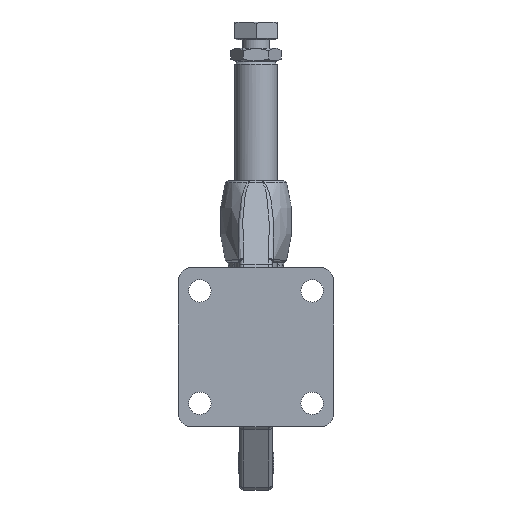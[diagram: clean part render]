
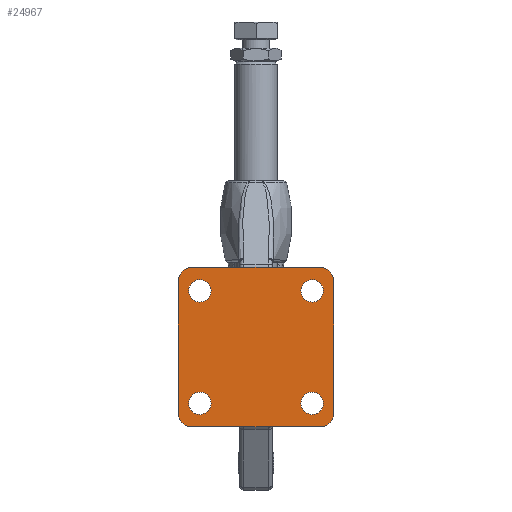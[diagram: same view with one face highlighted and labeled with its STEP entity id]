
A CAD part, front view. The second image highlights one B-rep face of the part: STEP entity #24967.
In plain terms, the highlighted planar face has unit normal (0, -1, 0).
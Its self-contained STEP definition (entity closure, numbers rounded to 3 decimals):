
#2223 = CARTESIAN_POINT ( 'NONE',  ( -20.7, -31.8, -81.9 ) ) ;
#2224 = DIRECTION ( 'NONE',  ( 0., -1., 0. ) ) ;
#2225 = DIRECTION ( 'NONE',  ( 0., 0., -1. ) ) ;
#2233 = CARTESIAN_POINT ( 'NONE',  ( 20.7, -31.8, -81.9 ) ) ;
#2234 = DIRECTION ( 'NONE',  ( 0., -1., 0. ) ) ;
#2235 = DIRECTION ( 'NONE',  ( 0., 0., -1. ) ) ;
#2243 = CARTESIAN_POINT ( 'NONE',  ( 20.7, -31.8, -40.5 ) ) ;
#2244 = DIRECTION ( 'NONE',  ( 0., -1., 0. ) ) ;
#2245 = DIRECTION ( 'NONE',  ( 0., 0., -1. ) ) ;
#2253 = CARTESIAN_POINT ( 'NONE',  ( -20.7, -31.8, -40.5 ) ) ;
#2254 = DIRECTION ( 'NONE',  ( 0., -1., 0. ) ) ;
#2255 = DIRECTION ( 'NONE',  ( 0., 0., -1. ) ) ;
#3056 = CARTESIAN_POINT ( 'NONE',  ( 28.6, -31.8, -115. ) ) ;
#3057 = DIRECTION ( 'NONE',  ( 0., 0., 1. ) ) ;
#3058 = CARTESIAN_POINT ( 'NONE',  ( -20.7, -31.8, -81.9 ) ) ;
#3059 = DIRECTION ( 'NONE',  ( 0., -1., 0. ) ) ;
#3060 = DIRECTION ( 'NONE',  ( 0., 0., -1. ) ) ;
#3061 = CARTESIAN_POINT ( 'NONE',  ( 20.7, -31.8, -81.9 ) ) ;
#3062 = DIRECTION ( 'NONE',  ( 0., -1., 0. ) ) ;
#3063 = DIRECTION ( 'NONE',  ( 0., 0., -1. ) ) ;
#3064 = CARTESIAN_POINT ( 'NONE',  ( -28.6, -31.8, -115. ) ) ;
#3065 = DIRECTION ( 'NONE',  ( 0., 0., 1. ) ) ;
#3066 = CARTESIAN_POINT ( 'NONE',  ( 20.7, -31.8, -40.5 ) ) ;
#3067 = DIRECTION ( 'NONE',  ( 0., -1., 0. ) ) ;
#3068 = DIRECTION ( 'NONE',  ( 0., 0., -1. ) ) ;
#3069 = DIRECTION ( 'NONE',  ( 1., 0., 0. ) ) ;
#3070 = CARTESIAN_POINT ( 'NONE',  ( -20.7, -31.8, -40.5 ) ) ;
#3071 = DIRECTION ( 'NONE',  ( 0., -1., 0. ) ) ;
#3072 = DIRECTION ( 'NONE',  ( 0., 0., -1. ) ) ;
#3073 = CARTESIAN_POINT ( 'NONE',  ( -28.6, -31.8, -90.6 ) ) ;
#3074 = CARTESIAN_POINT ( 'NONE',  ( -23.6, -31.8, -85.6 ) ) ;
#3075 = DIRECTION ( 'NONE',  ( 0., -1., 0. ) ) ;
#3076 = DIRECTION ( 'NONE',  ( 0., 0., 1. ) ) ;
#3077 = CARTESIAN_POINT ( 'NONE',  ( -28.6, -31.8, -31.8 ) ) ;
#3078 = DIRECTION ( 'NONE',  ( 1., 0., 0. ) ) ;
#3079 = CARTESIAN_POINT ( 'NONE',  ( 23.6, -31.8, -85.6 ) ) ;
#3080 = DIRECTION ( 'NONE',  ( 0., -1., 0. ) ) ;
#3081 = DIRECTION ( 'NONE',  ( 0., 0., 1. ) ) ;
#3083 = CARTESIAN_POINT ( 'NONE',  ( 23.6, -31.8, -36.8 ) ) ;
#3084 = DIRECTION ( 'NONE',  ( 0., -1., 0. ) ) ;
#3085 = DIRECTION ( 'NONE',  ( 0., 0., 1. ) ) ;
#3087 = CARTESIAN_POINT ( 'NONE',  ( -23.6, -31.8, -36.8 ) ) ;
#3088 = DIRECTION ( 'NONE',  ( 0., -1., 0. ) ) ;
#3089 = DIRECTION ( 'NONE',  ( 0., 0., 1. ) ) ;
#3934 = CARTESIAN_POINT ( 'NONE',  ( -20.7, -31.8, -77.75 ) ) ;
#3935 = CARTESIAN_POINT ( 'NONE',  ( -20.7, -31.8, -86.05 ) ) ;
#3938 = CARTESIAN_POINT ( 'NONE',  ( 20.7, -31.8, -77.75 ) ) ;
#3939 = CARTESIAN_POINT ( 'NONE',  ( 20.7, -31.8, -86.05 ) ) ;
#3942 = CARTESIAN_POINT ( 'NONE',  ( 20.7, -31.8, -36.35 ) ) ;
#3943 = CARTESIAN_POINT ( 'NONE',  ( 20.7, -31.8, -44.65 ) ) ;
#3946 = CARTESIAN_POINT ( 'NONE',  ( -20.7, -31.8, -36.35 ) ) ;
#3947 = CARTESIAN_POINT ( 'NONE',  ( -20.7, -31.8, -44.65 ) ) ;
#3995 = CARTESIAN_POINT ( 'NONE',  ( 23.6, -31.8, -31.8 ) ) ;
#4085 = CARTESIAN_POINT ( 'NONE',  ( 28.6, -31.8, -85.6 ) ) ;
#4146 = CARTESIAN_POINT ( 'NONE',  ( -28.6, -31.8, -85.6 ) ) ;
#4149 = CARTESIAN_POINT ( 'NONE',  ( -28.6, -31.8, -36.8 ) ) ;
#4154 = CARTESIAN_POINT ( 'NONE',  ( 28.6, -31.8, -36.8 ) ) ;
#4187 = CARTESIAN_POINT ( 'NONE',  ( -23.6, -31.8, -90.6 ) ) ;
#4190 = CARTESIAN_POINT ( 'NONE',  ( 23.6, -31.8, -90.6 ) ) ;
#4209 = CARTESIAN_POINT ( 'NONE',  ( -23.6, -31.8, -31.8 ) ) ;
#5624 = FACE_BOUND ( 'NONE', #21110, .T. ) ;
#5628 = FACE_BOUND ( 'NONE', #21109, .T. ) ;
#5630 = FACE_OUTER_BOUND ( 'NONE', #21106, .T. ) ;
#5632 = FACE_BOUND ( 'NONE', #21105, .T. ) ;
#5633 = FACE_BOUND ( 'NONE', #21107, .T. ) ;
#11487 = AXIS2_PLACEMENT_3D ( 'NONE', #14244, #14243, #14250 ) ;
#14243 = DIRECTION ( 'NONE',  ( 0., 1., 0. ) ) ;
#14244 = CARTESIAN_POINT ( 'NONE',  ( 0., -31.8, -115. ) ) ;
#14247 = PLANE ( 'NONE',  #11487 ) ;
#14250 = DIRECTION ( 'NONE',  ( 0., 0., 1. ) ) ;
#21105 = EDGE_LOOP ( 'NONE', ( #22588, #22589 ) ) ;
#21106 = EDGE_LOOP ( 'NONE', ( #22590, #22591, #22592, #22593, #22594, #22595, #22596, #22597 ) ) ;
#21107 = EDGE_LOOP ( 'NONE', ( #22584, #22585 ) ) ;
#21109 = EDGE_LOOP ( 'NONE', ( #22582, #22583 ) ) ;
#21110 = EDGE_LOOP ( 'NONE', ( #22586, #22587 ) ) ;
#21579 = EDGE_CURVE ( 'NONE', #22818, #22819, #27256, .T. ) ;
#21583 = EDGE_CURVE ( 'NONE', #22822, #22823, #27262, .T. ) ;
#21587 = EDGE_CURVE ( 'NONE', #22826, #22827, #27268, .T. ) ;
#21591 = EDGE_CURVE ( 'NONE', #22830, #22831, #27274, .T. ) ;
#21705 = EDGE_CURVE ( 'NONE', #22939, #22954, #27419, .T. ) ;
#21706 = EDGE_CURVE ( 'NONE', #22819, #22818, #27415, .T. ) ;
#21707 = EDGE_CURVE ( 'NONE', #22823, #22822, #27423, .T. ) ;
#21708 = EDGE_CURVE ( 'NONE', #22827, #22826, #27424, .T. ) ;
#21709 = EDGE_CURVE ( 'NONE', #22831, #22830, #27425, .T. ) ;
#21710 = EDGE_CURVE ( 'NONE', #22948, #22950, #27426, .T. ) ;
#21711 = EDGE_CURVE ( 'NONE', #22948, #22960, #27421, .T. ) ;
#21712 = EDGE_CURVE ( 'NONE', #22960, #22961, #27429, .T. ) ;
#21713 = EDGE_CURVE ( 'NONE', #22961, #22939, #27430, .T. ) ;
#21714 = EDGE_CURVE ( 'NONE', #22954, #22879, #27432, .T. ) ;
#21715 = EDGE_CURVE ( 'NONE', #22963, #22879, #27433, .T. ) ;
#21716 = EDGE_CURVE ( 'NONE', #22963, #22950, #27427, .T. ) ;
#22582 = ORIENTED_EDGE ( 'NONE', *, *, #21706, .F. ) ;
#22583 = ORIENTED_EDGE ( 'NONE', *, *, #21579, .F. ) ;
#22584 = ORIENTED_EDGE ( 'NONE', *, *, #21707, .F. ) ;
#22585 = ORIENTED_EDGE ( 'NONE', *, *, #21583, .F. ) ;
#22586 = ORIENTED_EDGE ( 'NONE', *, *, #21708, .F. ) ;
#22587 = ORIENTED_EDGE ( 'NONE', *, *, #21587, .F. ) ;
#22588 = ORIENTED_EDGE ( 'NONE', *, *, #21709, .F. ) ;
#22589 = ORIENTED_EDGE ( 'NONE', *, *, #21591, .F. ) ;
#22590 = ORIENTED_EDGE ( 'NONE', *, *, #21710, .F. ) ;
#22591 = ORIENTED_EDGE ( 'NONE', *, *, #21711, .T. ) ;
#22592 = ORIENTED_EDGE ( 'NONE', *, *, #21712, .T. ) ;
#22593 = ORIENTED_EDGE ( 'NONE', *, *, #21713, .T. ) ;
#22594 = ORIENTED_EDGE ( 'NONE', *, *, #21705, .T. ) ;
#22595 = ORIENTED_EDGE ( 'NONE', *, *, #21714, .T. ) ;
#22596 = ORIENTED_EDGE ( 'NONE', *, *, #21715, .F. ) ;
#22597 = ORIENTED_EDGE ( 'NONE', *, *, #21716, .T. ) ;
#22818 = VERTEX_POINT ( 'NONE', #3934 ) ;
#22819 = VERTEX_POINT ( 'NONE', #3935 ) ;
#22822 = VERTEX_POINT ( 'NONE', #3938 ) ;
#22823 = VERTEX_POINT ( 'NONE', #3939 ) ;
#22826 = VERTEX_POINT ( 'NONE', #3942 ) ;
#22827 = VERTEX_POINT ( 'NONE', #3943 ) ;
#22830 = VERTEX_POINT ( 'NONE', #3946 ) ;
#22831 = VERTEX_POINT ( 'NONE', #3947 ) ;
#22879 = VERTEX_POINT ( 'NONE', #3995 ) ;
#22939 = VERTEX_POINT ( 'NONE', #4085 ) ;
#22948 = VERTEX_POINT ( 'NONE', #4146 ) ;
#22950 = VERTEX_POINT ( 'NONE', #4149 ) ;
#22954 = VERTEX_POINT ( 'NONE', #4154 ) ;
#22960 = VERTEX_POINT ( 'NONE', #4187 ) ;
#22961 = VERTEX_POINT ( 'NONE', #4190 ) ;
#22963 = VERTEX_POINT ( 'NONE', #4209 ) ;
#24967 = ADVANCED_FACE ( 'NONE', ( #5628, #5633, #5624, #5632, #5630 ), #14247, .F. ) ;
#27256 = CIRCLE ( 'NONE', #28310, 4.15 ) ;
#27262 = CIRCLE ( 'NONE', #28312, 4.15 ) ;
#27268 = CIRCLE ( 'NONE', #28314, 4.15 ) ;
#27274 = CIRCLE ( 'NONE', #28316, 4.15 ) ;
#27415 = CIRCLE ( 'NONE', #28357, 4.15 ) ;
#27419 = LINE ( 'NONE', #3056, #27422 ) ;
#27421 = CIRCLE ( 'NONE', #28361, 5. ) ;
#27422 = VECTOR ( 'NONE', #3057, 1000. ) ;
#27423 = CIRCLE ( 'NONE', #28358, 4.15 ) ;
#27424 = CIRCLE ( 'NONE', #28359, 4.15 ) ;
#27425 = CIRCLE ( 'NONE', #28360, 4.15 ) ;
#27426 = LINE ( 'NONE', #3064, #27428 ) ;
#27427 = CIRCLE ( 'NONE', #28364, 5. ) ;
#27428 = VECTOR ( 'NONE', #3065, 1000. ) ;
#27429 = LINE ( 'NONE', #3073, #27431 ) ;
#27430 = CIRCLE ( 'NONE', #28362, 5. ) ;
#27431 = VECTOR ( 'NONE', #3069, 1000. ) ;
#27432 = CIRCLE ( 'NONE', #28363, 5. ) ;
#27433 = LINE ( 'NONE', #3077, #27435 ) ;
#27435 = VECTOR ( 'NONE', #3078, 1000. ) ;
#28310 = AXIS2_PLACEMENT_3D ( 'NONE', #2223, #2224, #2225 ) ;
#28312 = AXIS2_PLACEMENT_3D ( 'NONE', #2233, #2234, #2235 ) ;
#28314 = AXIS2_PLACEMENT_3D ( 'NONE', #2243, #2244, #2245 ) ;
#28316 = AXIS2_PLACEMENT_3D ( 'NONE', #2253, #2254, #2255 ) ;
#28357 = AXIS2_PLACEMENT_3D ( 'NONE', #3058, #3059, #3060 ) ;
#28358 = AXIS2_PLACEMENT_3D ( 'NONE', #3061, #3062, #3063 ) ;
#28359 = AXIS2_PLACEMENT_3D ( 'NONE', #3066, #3067, #3068 ) ;
#28360 = AXIS2_PLACEMENT_3D ( 'NONE', #3070, #3071, #3072 ) ;
#28361 = AXIS2_PLACEMENT_3D ( 'NONE', #3074, #3075, #3076 ) ;
#28362 = AXIS2_PLACEMENT_3D ( 'NONE', #3079, #3080, #3081 ) ;
#28363 = AXIS2_PLACEMENT_3D ( 'NONE', #3083, #3084, #3085 ) ;
#28364 = AXIS2_PLACEMENT_3D ( 'NONE', #3087, #3088, #3089 ) ;
